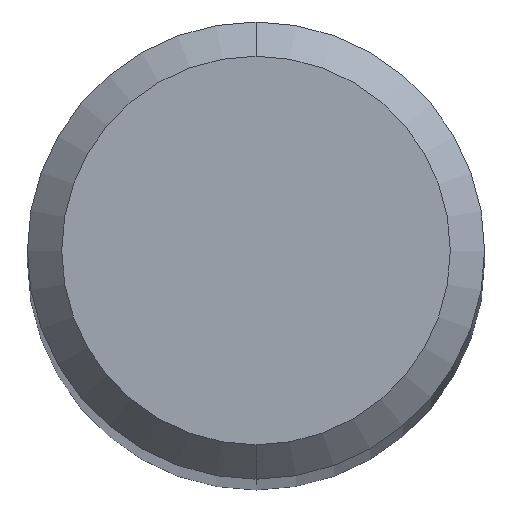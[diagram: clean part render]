
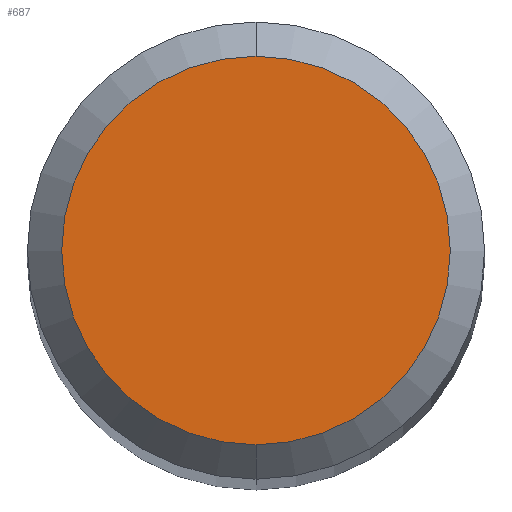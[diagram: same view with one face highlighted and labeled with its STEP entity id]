
A CAD part, top view. The second image highlights one B-rep face of the part: STEP entity #687.
In plain terms, the highlighted planar face has unit normal (0, 0, 1).
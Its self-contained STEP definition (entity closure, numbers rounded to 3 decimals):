
#467=VERTEX_POINT('',#1081);
#609=EDGE_CURVE('',#467,#645,#1233,.T.);
#645=VERTEX_POINT('',#1274);
#687=ADVANCED_FACE('',(#1322),#1323,.T.);
#833=EDGE_CURVE('',#645,#467,#1478,.T.);
#1081=CARTESIAN_POINT('',(0.0,1.7,0.0));
#1233=CIRCLE('',#4744,1.7);
#1274=CARTESIAN_POINT('',(0.,-1.7,0.0));
#1322=FACE_OUTER_BOUND('',#4947,.T.);
#1323=PLANE('',#4948);
#1478=CIRCLE('',#5677,1.7);
#4744=AXIS2_PLACEMENT_3D('',#6324,#6325,#6326);
#4947=EDGE_LOOP('',(#6441,#6442));
#4948=AXIS2_PLACEMENT_3D('',#6443,#6444,#6445);
#5677=AXIS2_PLACEMENT_3D('',#6558,#6559,#6560);
#6324=CARTESIAN_POINT('',(0.0,0.0,0.0));
#6325=DIRECTION('',(0.0,0.0,-1.0));
#6326=DIRECTION('',(0.0,1.0,0.0));
#6441=ORIENTED_EDGE('',*,*,#609,.F.);
#6442=ORIENTED_EDGE('',*,*,#833,.F.);
#6443=CARTESIAN_POINT('',(0.0,0.85,0.0));
#6444=DIRECTION('',(-0.0,0.0,1.0));
#6445=DIRECTION('',(0.0,-1.0,0.0));
#6558=CARTESIAN_POINT('',(0.0,0.0,0.0));
#6559=DIRECTION('',(0.0,0.0,-1.0));
#6560=DIRECTION('',(0.0,1.0,0.0));
